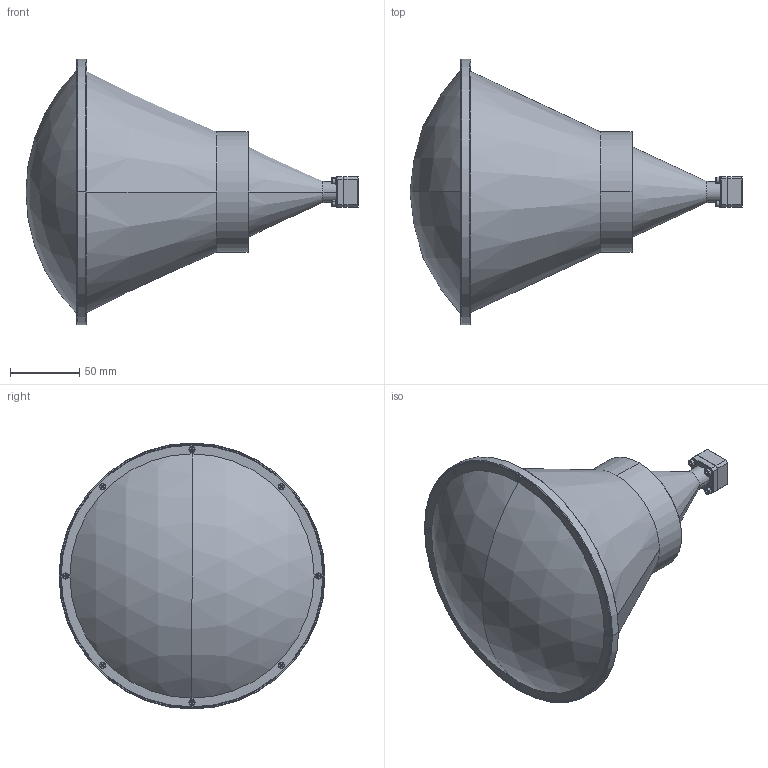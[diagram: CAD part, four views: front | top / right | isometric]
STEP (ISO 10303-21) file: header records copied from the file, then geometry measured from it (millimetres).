
FILE_DESCRIPTION (( 'STEP AP203' ), '1' );
FILE_NAME ('SAL-2532733005-28-S1.STEP', '2020-01-04T00:09:58', ( '' ), ( '' ), 'SwSTEP 2.0', 'SolidWorks 2016', '' );
FILE_SCHEMA (( 'CONFIG_CONTROL_DESIGN' ));
Length unit declared in the file: inch
Products named in the file (1): SAL-2532733005-28-S1
Bounding box: 240.36 x 192.53 x 192.53 mm (x, y, z)
Volume: 774940.1 mm3; surface area: 200580.4 mm2
Topology: 19 solids, 19 shells, 993 faces, 2668 edges, 1711 vertices
Faces by surface type: cylinder 516, plane 265, cone 178, bspline 32, sphere 2
Entity records: 45923 total; most frequent: CARTESIAN_POINT 23725, ORIENTED_EDGE 5272, DIRECTION 4002, EDGE_CURVE 2636, VERTEX_POINT 1711, AXIS2_PLACEMENT_3D 1480, EDGE_LOOP 1075, VECTOR 1042
